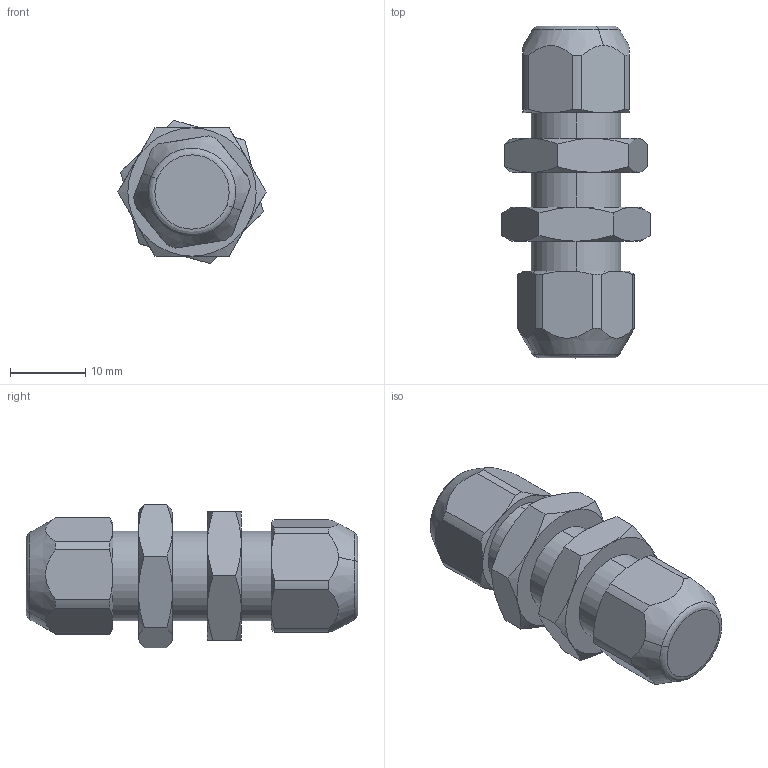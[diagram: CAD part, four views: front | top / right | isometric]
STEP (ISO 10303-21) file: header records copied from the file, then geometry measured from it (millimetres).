
FILE_DESCRIPTION (( 'STEP AP214' ), '1' );
FILE_NAME ('6105000006A.step', '2012-10-16T17:30:17', ( '' ), ( '' ), 'SwSTEP 2.0', 'SolidWorks 2012', '' );
FILE_SCHEMA (( 'AUTOMOTIVE_DESIGN' ));
Length unit declared in the file: millimetre
Products named in the file (1): 6105000006A
Bounding box: 19.63 x 44 x 19.01 mm (x, y, z)
Volume: 7184.3 mm3; surface area: 2853.7 mm2
Topology: 1 solids, 1 shells, 94 faces, 218 edges, 132 vertices
Faces by surface type: cone 40, plane 32, cylinder 18, torus 4
Entity records: 3122 total; most frequent: CARTESIAN_POINT 997, ORIENTED_EDGE 436, DIRECTION 404, EDGE_CURVE 218, AXIS2_PLACEMENT_3D 179, VERTEX_POINT 132, EDGE_LOOP 100, FACE_OUTER_BOUND 94
